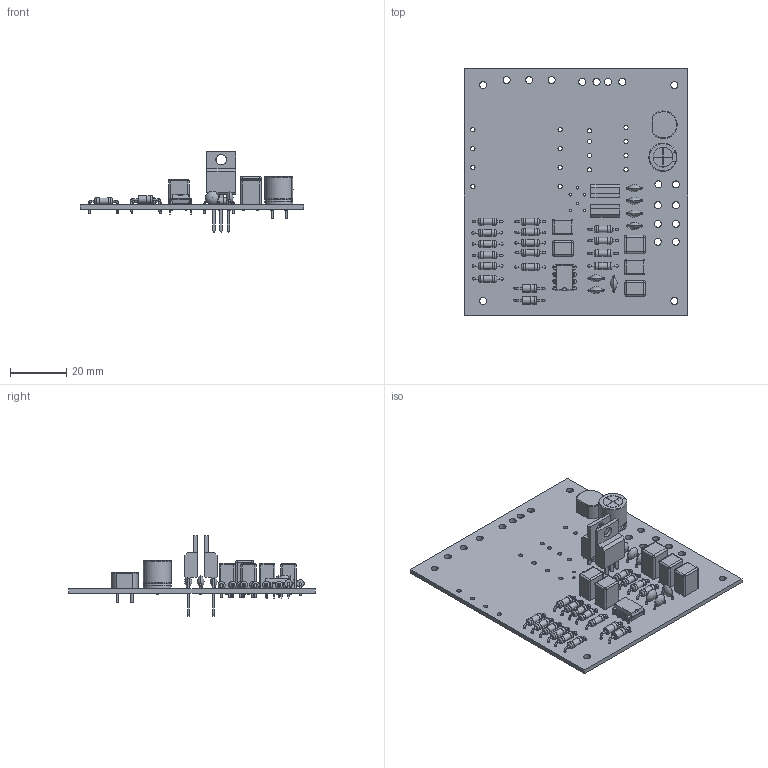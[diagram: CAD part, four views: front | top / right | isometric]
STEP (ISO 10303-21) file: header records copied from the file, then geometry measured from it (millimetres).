
FILE_DESCRIPTION(('KiCad electronic assembly'),'2;1');
FILE_NAME('Final_Board-v1.step','2025-03-04T14:24:23',('Pcbnew'),( 'Kicad'),'Open CASCADE STEP processor 7.8','KiCad to STEP converter' ,'Unknown');
FILE_SCHEMA(('AUTOMOTIVE_DESIGN { 1 0 10303 214 1 1 1 1 }'));
Length unit declared in the file: millimetre
Products named in the file (20): Final_Board-v1 1; R_Axial_DIN0207_L6.3mm_D2.5mm_P10.16mm_Horizontal; R_Axial_DIN0207_L63mm_D25mm_P1016mm_Horizontal; C_Disc_D4.7mm_W2.5mm_P5.00mm; C_Disc_D47mm_W25mm_P500mm; DIP-8_W7.62mm; C_Rect_L7.2mm_W5.5mm_P5.00mm_FKS2_FKP2_MKS2_MKP2; C_Rect_L72mm_W55mm_P500mm_FKS2_FKP2_MKS2_MKP2; D_A-405_P10.16mm_Horizontal; Diode_Bridge_Round_D9.8mm; TO-220-3_Vertical; C_Rect_L7.5mm_W6.5mm_P5.00mm; C_Rect_L75mm_W65mm_P500mm; CP_Radial_D10.0mm_P5.00mm; CP_Radial_D100mm_P500mm; Final_Board-Analog-v2_PCB
Assembly tree (44 placements, depth 3):
  Final_Board-v1 1
    R_Axial_DIN0207_L6.3mm_D2.5mm_P10.16mm_Horizontal  x15
      R_Axial_DIN0207_L63mm_D25mm_P1016mm_Horizontal
    C_Disc_D4.7mm_W2.5mm_P5.00mm  x7
      C_Disc_D47mm_W25mm_P500mm
    DIP-8_W7.62mm
      DIP-8_W7.62mm
    C_Rect_L7.2mm_W5.5mm_P5.00mm_FKS2_FKP2_MKS2_MKP2  x4
      C_Rect_L72mm_W55mm_P500mm_FKS2_FKP2_MKS2_MKP2
    D_A-405_P10.16mm_Horizontal  x2
      D_A-405_P10.16mm_Horizontal
    Diode_Bridge_Round_D9.8mm
      Diode_Bridge_Round_D9.8mm
    TO-220-3_Vertical  x2
      TO-220-3_Vertical
    C_Rect_L7.5mm_W6.5mm_P5.00mm
      C_Rect_L75mm_W65mm_P500mm
    CP_Radial_D10.0mm_P5.00mm
      CP_Radial_D100mm_P500mm
    Final_Board-Analog-v2_PCB
Bounding box: 79.28 x 87.45 x 28.52 mm (x, y, z)
Volume: 15746.9 mm3; surface area: 20443.6 mm2
Topology: 35 solids, 36 shells, 896 faces, 2038 edges, 1265 vertices
Faces by surface type: plane 397, cylinder 355, torus 67, sphere 34, bspline 25, revolution 18
Full cylindrical faces by diameter (mm): 0.5 x38, 0.6 x68, 0.7 x2, 0.8 x66, 0.9 x10, 1 x6, 1.1 x6, 1.5 x8, 1.524 x8, 2.25 x15, 2.5 x45, 2.54 x4, 2.7 x4, 2.72 x2, 3.735 x2
Entity records: 19070 total; most frequent: CARTESIAN_POINT 4065, DIRECTION 2553, ORIENTED_EDGE 2402, EDGE_CURVE 1201, AXIS2_PLACEMENT_3D 909, VERTEX_POINT 773, LINE 729, VECTOR 729
